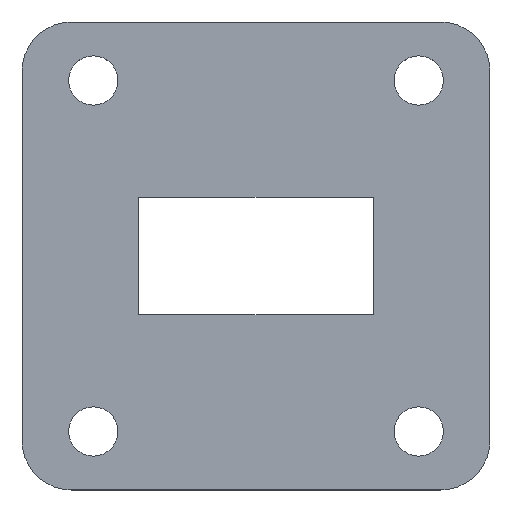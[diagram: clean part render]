
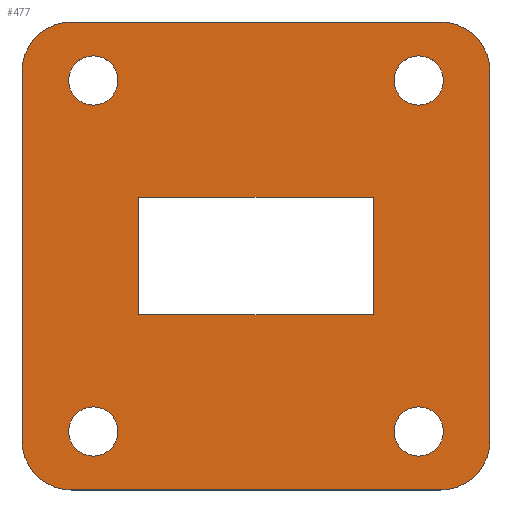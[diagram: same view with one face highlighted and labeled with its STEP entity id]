
A CAD part, top view. The second image highlights one B-rep face of the part: STEP entity #477.
In plain terms, the highlighted planar face has unit normal (0, 0, 1).
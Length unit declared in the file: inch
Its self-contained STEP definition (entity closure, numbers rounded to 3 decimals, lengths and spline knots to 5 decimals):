
#2 = DIRECTION ( 'NONE',  ( -1., 0., 0. ) ) ;
#4 = VERTEX_POINT ( 'NONE', #59 ) ;
#7 = EDGE_CURVE ( 'NONE', #515, #139, #202, .T. ) ;
#8 = VERTEX_POINT ( 'NONE', #57 ) ;
#10 = DIRECTION ( 'NONE',  ( 0., -1., 0. ) ) ;
#15 = VERTEX_POINT ( 'NONE', #552 ) ;
#17 = CARTESIAN_POINT ( 'NONE',  ( -0.74803, -0.74803, 0. ) ) ;
#20 = ORIENTED_EDGE ( 'NONE', *, *, #609, .F. ) ;
#21 = LINE ( 'NONE', #17, #628 ) ;
#26 = VERTEX_POINT ( 'NONE', #453 ) ;
#28 = VECTOR ( 'NONE', #413, 39.37008 ) ;
#31 = CARTESIAN_POINT ( 'NONE',  ( 0.74803, 0.59055, 0. ) ) ;
#32 = EDGE_LOOP ( 'NONE', ( #176 ) ) ;
#43 = FACE_OUTER_BOUND ( 'NONE', #89, .T. ) ;
#45 = EDGE_CURVE ( 'NONE', #362, #362, #75, .T. ) ;
#46 = FACE_BOUND ( 'NONE', #32, .T. ) ;
#53 = EDGE_CURVE ( 'NONE', #283, #15, #607, .T. ) ;
#54 = CARTESIAN_POINT ( 'NONE',  ( -0.375, 0.1875, 0. ) ) ;
#56 = CARTESIAN_POINT ( 'NONE',  ( -0.44134, -0.56102, 0. ) ) ;
#57 = CARTESIAN_POINT ( 'NONE',  ( -0.74803, 0.59055, 0. ) ) ;
#59 = CARTESIAN_POINT ( 'NONE',  ( 0.59882, -0.56102, 0. ) ) ;
#60 = CARTESIAN_POINT ( 'NONE',  ( -0.59055, -0.59055, 0. ) ) ;
#65 = DIRECTION ( 'NONE',  ( 1., 0., 0. ) ) ;
#75 = CIRCLE ( 'NONE', #161, 0.07874 ) ;
#76 = VERTEX_POINT ( 'NONE', #294 ) ;
#89 = EDGE_LOOP ( 'NONE', ( #434, #435, #215, #236, #429, #120, #115, #652 ) ) ;
#93 = CARTESIAN_POINT ( 'NONE',  ( -0.59055, 0.74803, 0. ) ) ;
#99 = EDGE_CURVE ( 'NONE', #623, #283, #449, .T. ) ;
#110 = VERTEX_POINT ( 'NONE', #352 ) ;
#115 = ORIENTED_EDGE ( 'NONE', *, *, #548, .T. ) ;
#120 = ORIENTED_EDGE ( 'NONE', *, *, #7, .T. ) ;
#121 = CARTESIAN_POINT ( 'NONE',  ( 0.52008, -0.56102, 0. ) ) ;
#125 = DIRECTION ( 'NONE',  ( -1., 0., 0. ) ) ;
#127 = ORIENTED_EDGE ( 'NONE', *, *, #196, .F. ) ;
#132 = DIRECTION ( 'NONE',  ( 0., 0., 1. ) ) ;
#139 = VERTEX_POINT ( 'NONE', #408 ) ;
#144 = AXIS2_PLACEMENT_3D ( 'NONE', #288, #588, #380 ) ;
#153 = CARTESIAN_POINT ( 'NONE',  ( 0., 0., 0. ) ) ;
#156 = CARTESIAN_POINT ( 'NONE',  ( 0.74803, -0.74803, 0. ) ) ;
#158 = AXIS2_PLACEMENT_3D ( 'NONE', #60, #524, #125 ) ;
#159 = CARTESIAN_POINT ( 'NONE',  ( 0.59055, -0.74803, 0. ) ) ;
#161 = AXIS2_PLACEMENT_3D ( 'NONE', #209, #348, #292 ) ;
#162 = CARTESIAN_POINT ( 'NONE',  ( -0.375, -0.1875, 0. ) ) ;
#164 = DIRECTION ( 'NONE',  ( 1., 0., 0. ) ) ;
#167 = CARTESIAN_POINT ( 'NONE',  ( -0.52008, -0.56102, 0. ) ) ;
#173 = DIRECTION ( 'NONE',  ( 1., 0., 0. ) ) ;
#176 = ORIENTED_EDGE ( 'NONE', *, *, #350, .F. ) ;
#184 = EDGE_CURVE ( 'NONE', #76, #515, #21, .T. ) ;
#194 = AXIS2_PLACEMENT_3D ( 'NONE', #153, #501, #643 ) ;
#195 = CARTESIAN_POINT ( 'NONE',  ( -0.52008, 0.56102, 0. ) ) ;
#196 = EDGE_CURVE ( 'NONE', #483, #623, #309, .T. ) ;
#199 = EDGE_LOOP ( 'NONE', ( #205 ) ) ;
#201 = CIRCLE ( 'NONE', #308, 0.07874 ) ;
#202 = CIRCLE ( 'NONE', #555, 0.15748 ) ;
#204 = FACE_BOUND ( 'NONE', #412, .T. ) ;
#205 = ORIENTED_EDGE ( 'NONE', *, *, #45, .F. ) ;
#207 = DIRECTION ( 'NONE',  ( 1., 0., 0. ) ) ;
#209 = CARTESIAN_POINT ( 'NONE',  ( 0.52008, 0.56102, 0. ) ) ;
#215 = ORIENTED_EDGE ( 'NONE', *, *, #244, .T. ) ;
#222 = EDGE_CURVE ( 'NONE', #26, #76, #306, .T. ) ;
#226 = DIRECTION ( 'NONE',  ( -1., 0., 0. ) ) ;
#236 = ORIENTED_EDGE ( 'NONE', *, *, #222, .T. ) ;
#244 = EDGE_CURVE ( 'NONE', #8, #26, #411, .T. ) ;
#276 = CARTESIAN_POINT ( 'NONE',  ( 0.59055, 0.59055, 0. ) ) ;
#277 = EDGE_CURVE ( 'NONE', #307, #8, #608, .T. ) ;
#281 = VECTOR ( 'NONE', #226, 39.37008 ) ;
#283 = VERTEX_POINT ( 'NONE', #538 ) ;
#286 = DIRECTION ( 'NONE',  ( 1., 0., 0. ) ) ;
#288 = CARTESIAN_POINT ( 'NONE',  ( -0.59055, 0.59055, 0. ) ) ;
#292 = DIRECTION ( 'NONE',  ( 1., 0., 0. ) ) ;
#294 = CARTESIAN_POINT ( 'NONE',  ( -0.59055, -0.74803, 0. ) ) ;
#306 = CIRCLE ( 'NONE', #158, 0.15748 ) ;
#307 = VERTEX_POINT ( 'NONE', #93 ) ;
#308 = AXIS2_PLACEMENT_3D ( 'NONE', #121, #563, #173 ) ;
#309 = LINE ( 'NONE', #615, #489 ) ;
#321 = VECTOR ( 'NONE', #605, 39.37008 ) ;
#327 = DIRECTION ( 'NONE',  ( 0., 0., 1. ) ) ;
#330 = DIRECTION ( 'NONE',  ( -1., 0., 0. ) ) ;
#331 = AXIS2_PLACEMENT_3D ( 'NONE', #276, #327, #330 ) ;
#337 = PLANE ( 'NONE',  #194 ) ;
#340 = CIRCLE ( 'NONE', #631, 0.07874 ) ;
#348 = DIRECTION ( 'NONE',  ( 0., 0., 1. ) ) ;
#349 = CIRCLE ( 'NONE', #498, 0.07874 ) ;
#350 = EDGE_CURVE ( 'NONE', #464, #464, #349, .T. ) ;
#352 = CARTESIAN_POINT ( 'NONE',  ( 0.59055, 0.74803, 0. ) ) ;
#357 = CARTESIAN_POINT ( 'NONE',  ( -0.44134, 0.56102, 0. ) ) ;
#358 = EDGE_CURVE ( 'NONE', #15, #483, #428, .T. ) ;
#362 = VERTEX_POINT ( 'NONE', #614 ) ;
#367 = EDGE_CURVE ( 'NONE', #110, #307, #487, .T. ) ;
#380 = DIRECTION ( 'NONE',  ( -1., 0., 0. ) ) ;
#393 = EDGE_CURVE ( 'NONE', #415, #110, #454, .T. ) ;
#395 = DIRECTION ( 'NONE',  ( 0., 0., 1. ) ) ;
#398 = FACE_BOUND ( 'NONE', #441, .T. ) ;
#400 = LINE ( 'NONE', #156, #520 ) ;
#408 = CARTESIAN_POINT ( 'NONE',  ( 0.74803, -0.59055, 0. ) ) ;
#410 = ORIENTED_EDGE ( 'NONE', *, *, #629, .F. ) ;
#411 = LINE ( 'NONE', #462, #28 ) ;
#412 = EDGE_LOOP ( 'NONE', ( #20 ) ) ;
#413 = DIRECTION ( 'NONE',  ( 0., -1., 0. ) ) ;
#415 = VERTEX_POINT ( 'NONE', #31 ) ;
#428 = LINE ( 'NONE', #580, #281 ) ;
#429 = ORIENTED_EDGE ( 'NONE', *, *, #184, .T. ) ;
#434 = ORIENTED_EDGE ( 'NONE', *, *, #367, .T. ) ;
#435 = ORIENTED_EDGE ( 'NONE', *, *, #277, .T. ) ;
#441 = EDGE_LOOP ( 'NONE', ( #410 ) ) ;
#449 = LINE ( 'NONE', #162, #456 ) ;
#450 = DIRECTION ( 'NONE',  ( 0., 1., 0. ) ) ;
#453 = CARTESIAN_POINT ( 'NONE',  ( -0.74803, -0.59055, 0. ) ) ;
#454 = CIRCLE ( 'NONE', #331, 0.15748 ) ;
#456 = VECTOR ( 'NONE', #207, 39.37008 ) ;
#462 = CARTESIAN_POINT ( 'NONE',  ( -0.74803, -0.74803, 0. ) ) ;
#464 = VERTEX_POINT ( 'NONE', #357 ) ;
#477 = ADVANCED_FACE ( 'NONE', ( #602, #204, #398, #488, #46, #43 ), #337, .F. ) ;
#483 = VERTEX_POINT ( 'NONE', #54 ) ;
#487 = LINE ( 'NONE', #531, #553 ) ;
#488 = FACE_BOUND ( 'NONE', #199, .T. ) ;
#489 = VECTOR ( 'NONE', #10, 39.37008 ) ;
#498 = AXIS2_PLACEMENT_3D ( 'NONE', #195, #132, #286 ) ;
#501 = DIRECTION ( 'NONE',  ( 0., 0., -1. ) ) ;
#503 = VERTEX_POINT ( 'NONE', #56 ) ;
#504 = ORIENTED_EDGE ( 'NONE', *, *, #53, .F. ) ;
#515 = VERTEX_POINT ( 'NONE', #159 ) ;
#519 = ORIENTED_EDGE ( 'NONE', *, *, #358, .F. ) ;
#520 = VECTOR ( 'NONE', #450, 39.37008 ) ;
#524 = DIRECTION ( 'NONE',  ( 0., 0., 1. ) ) ;
#531 = CARTESIAN_POINT ( 'NONE',  ( -0.74803, 0.74803, 0. ) ) ;
#538 = CARTESIAN_POINT ( 'NONE',  ( 0.375, -0.1875, 0. ) ) ;
#547 = CARTESIAN_POINT ( 'NONE',  ( 0.59055, -0.59055, 0. ) ) ;
#548 = EDGE_CURVE ( 'NONE', #139, #415, #400, .T. ) ;
#552 = CARTESIAN_POINT ( 'NONE',  ( 0.375, 0.1875, 0. ) ) ;
#553 = VECTOR ( 'NONE', #592, 39.37008 ) ;
#555 = AXIS2_PLACEMENT_3D ( 'NONE', #547, #395, #2 ) ;
#560 = CARTESIAN_POINT ( 'NONE',  ( -0.375, -0.1875, 0. ) ) ;
#563 = DIRECTION ( 'NONE',  ( 0., 0., 1. ) ) ;
#580 = CARTESIAN_POINT ( 'NONE',  ( -0.375, 0.1875, 0. ) ) ;
#581 = ORIENTED_EDGE ( 'NONE', *, *, #99, .F. ) ;
#582 = EDGE_LOOP ( 'NONE', ( #519, #504, #581, #127 ) ) ;
#588 = DIRECTION ( 'NONE',  ( 0., 0., 1. ) ) ;
#592 = DIRECTION ( 'NONE',  ( -1., 0., 0. ) ) ;
#602 = FACE_BOUND ( 'NONE', #582, .T. ) ;
#603 = CARTESIAN_POINT ( 'NONE',  ( 0.375, -0.1875, 0. ) ) ;
#605 = DIRECTION ( 'NONE',  ( 0., 1., 0. ) ) ;
#607 = LINE ( 'NONE', #603, #321 ) ;
#608 = CIRCLE ( 'NONE', #144, 0.15748 ) ;
#609 = EDGE_CURVE ( 'NONE', #503, #503, #340, .T. ) ;
#614 = CARTESIAN_POINT ( 'NONE',  ( 0.59882, 0.56102, 0. ) ) ;
#615 = CARTESIAN_POINT ( 'NONE',  ( -0.375, -0.1875, 0. ) ) ;
#621 = DIRECTION ( 'NONE',  ( 0., 0., 1. ) ) ;
#623 = VERTEX_POINT ( 'NONE', #560 ) ;
#628 = VECTOR ( 'NONE', #164, 39.37008 ) ;
#629 = EDGE_CURVE ( 'NONE', #4, #4, #201, .T. ) ;
#631 = AXIS2_PLACEMENT_3D ( 'NONE', #167, #621, #65 ) ;
#643 = DIRECTION ( 'NONE',  ( -1., 0., 0. ) ) ;
#652 = ORIENTED_EDGE ( 'NONE', *, *, #393, .T. ) ;
